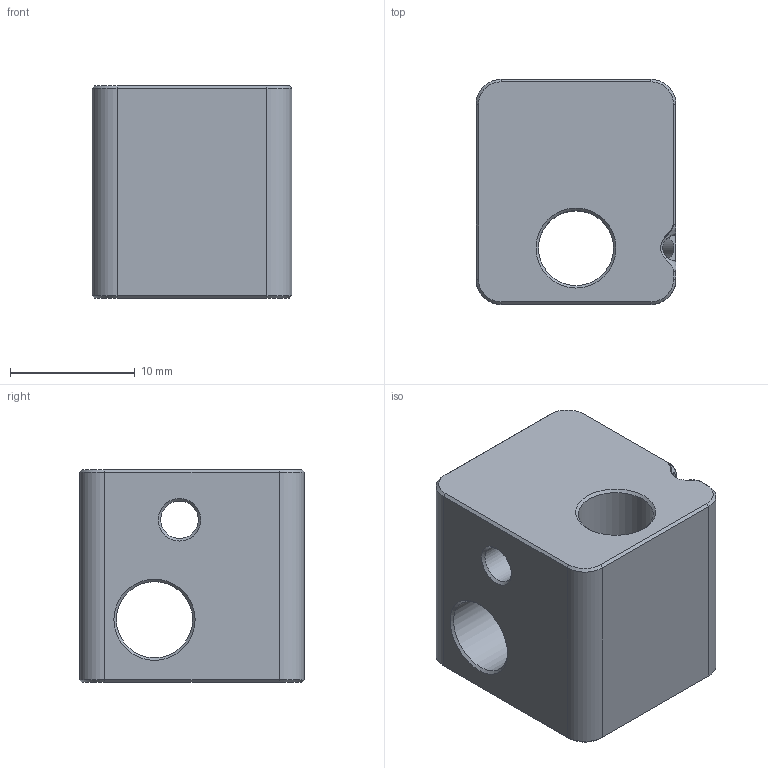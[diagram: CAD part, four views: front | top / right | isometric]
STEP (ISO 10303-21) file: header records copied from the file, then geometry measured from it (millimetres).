
FILE_DESCRIPTION(('FreeCAD Model'),'2;1');
FILE_NAME('ao-hex_heater-block_revA.step', '2018-11-26T09:20:59',('Author'),(''), 'Open CASCADE STEP processor 6.9','FreeCAD','Unknown');
FILE_SCHEMA(('AUTOMOTIVE_DESIGN { 1 0 10303 214 1 1 1 1 }'));
Length unit declared in the file: millimetre
Products named in the file (1): Chamfer
Bounding box: 16 x 18 x 17 mm (x, y, z)
Volume: 3705.8 mm3; surface area: 2374.3 mm2
Topology: 1 solids, 1 shells, 48 faces, 123 edges, 70 vertices
Faces by surface type: plane 20, cone 15, cylinder 9, bspline 4
Full cylindrical faces by diameter (mm): 2 x1, 3 x2, 6 x1, 6.1 x1
Entity records: 5407 total; most frequent: CARTESIAN_POINT 3160, DIRECTION 371, ORIENTED_EDGE 234, PCURVE 234, DEFINITIONAL_REPRESENTATION 234, LINE 202, VECTOR 202, EDGE_CURVE 117
